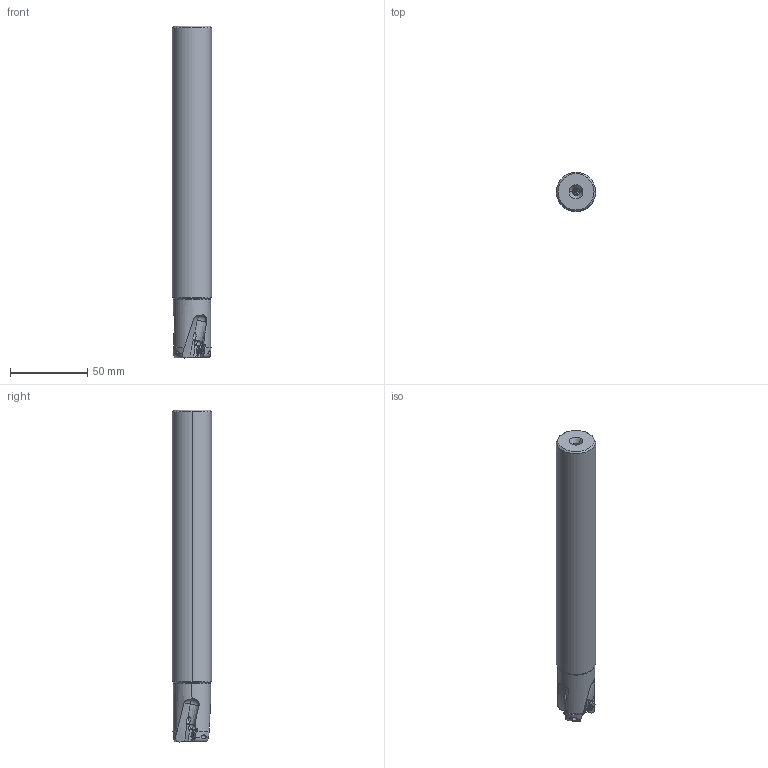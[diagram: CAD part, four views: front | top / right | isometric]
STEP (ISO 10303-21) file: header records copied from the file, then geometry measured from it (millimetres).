
FILE_DESCRIPTION(/* description */ (''),/* implementation_level */ '2;1');
FILE_NAME(/* name */ 'APX3000UR163SA16LB.stp',/* time_stamp */ '2021-09-08T11:46:05+09:00',/* author */ (''),/* organization */ (''),/* preprocessor_version */ 'ST-DEVELOPER v16',/* originating_system */ 'SIEMENS PLM Software NX 10.0',/* authorisation */ '');
FILE_SCHEMA (('AUTOMOTIVE_DESIGN { 1 0 10303 214 3 1 1 1 }'));
Length unit declared in the file: millimetre
Products named in the file (1): APX3000UR163SA16LB_ASM
Bounding box: 25.4 x 25.4 x 214.86 mm (x, y, z)
Volume: 99519.2 mm3; surface area: 21584.6 mm2
Topology: 4 solids, 4 shells, 270 faces, 864 edges, 608 vertices
Faces by surface type: cylinder 113, plane 62, cone 51, torus 20, sphere 18, bspline 6
Entity records: 14218 total; most frequent: CARTESIAN_POINT 6604, ORIENTED_EDGE 1690, DIRECTION 1447, EDGE_CURVE 845, AXIS2_PLACEMENT_3D 615, VERTEX_POINT 583, B_SPLINE_CURVE_WITH_KNOTS 304, CIRCLE 300
